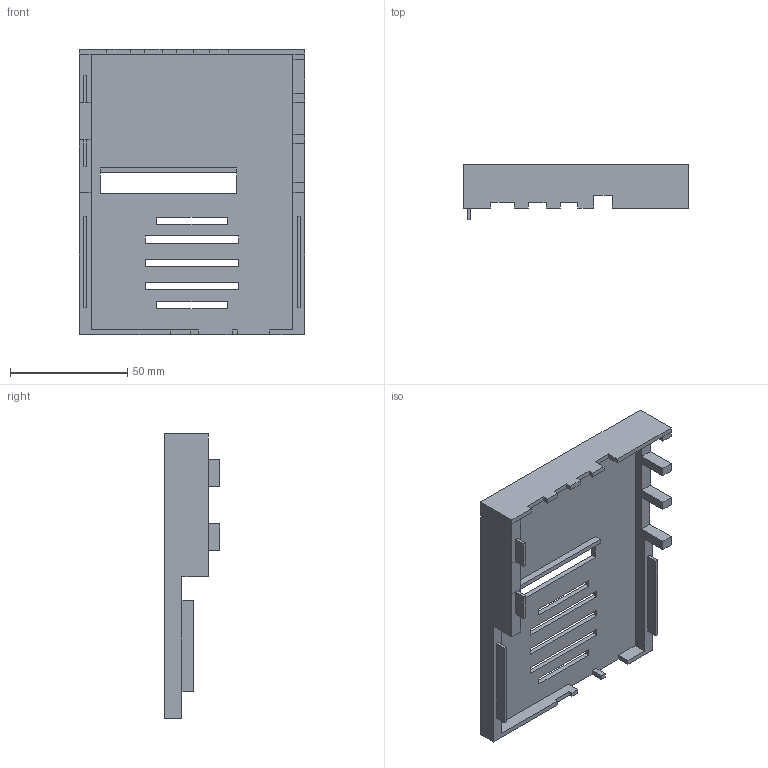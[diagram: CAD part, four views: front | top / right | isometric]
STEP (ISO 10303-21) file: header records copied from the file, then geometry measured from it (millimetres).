
FILE_DESCRIPTION(('CATIA V5 STEP Exchange'),'2;1');
FILE_NAME('Part2.stp','2024-07-24T21:13:20+00:00',('none'),('none'),'CATIA Version 5 Release 21 GA (IN-10)','CATIA V5 STEP AP203','none');
FILE_SCHEMA(('CONFIG_CONTROL_DESIGN'));
Length unit declared in the file: millimetre
Products named in the file (1): Part2
Bounding box: 96 x 23.77 x 121.5 mm (x, y, z)
Volume: 36261 mm3; surface area: 32885.2 mm2
Topology: 1 solids, 1 shells, 111 faces, 313 edges, 206 vertices
Faces by surface type: plane 111
Entity records: 3369 total; most frequent: ORIENTED_EDGE 626, CARTESIAN_POINT 591, DIRECTION 455, VECTOR 313, EDGE_CURVE 313, LINE 313, VERTEX_POINT 206, EDGE_LOOP 125
